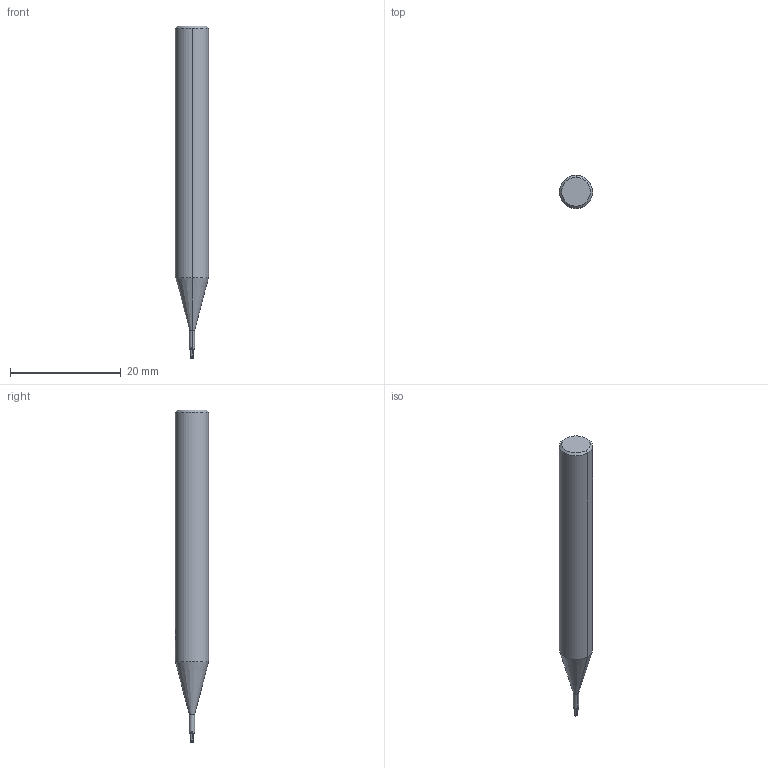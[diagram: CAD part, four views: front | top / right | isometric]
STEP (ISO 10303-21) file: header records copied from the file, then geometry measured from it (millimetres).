
FILE_DESCRIPTION(('no description'),'unknown implementation level');
FILE_NAME('solidYUXyoLmBapZW5fGJ0soNij9Sy6c_1.STP',' ',('CIM GmbH Aachen'),('CADClick - KiM GmbH - www.kimweb.de'),'unknown preprocess','ACIS','unknown authorization');
FILE_SCHEMA(('automotive_design'));
Length unit declared in the file: millimetre
Products named in the file (2): 1; 2
Bounding box: 6 x 6 x 60 mm (x, y, z)
Volume: 1393.5 mm3; surface area: 1007.2 mm2
Topology: 2 solids, 2 shells, 81 faces, 231 edges, 154 vertices
Faces by surface type: plane 44, cylinder 21, revolution 12, cone 4
Entity records: 5667 total; most frequent: CARTESIAN_POINT 853, DIRECTION 482, STYLED_ITEM 468, PRESENTATION_STYLE_ASSIGNMENT 468, COLOUR_RGB 468, ORIENTED_EDGE 462, EDGE_CURVE 231, CURVE_STYLE 231
